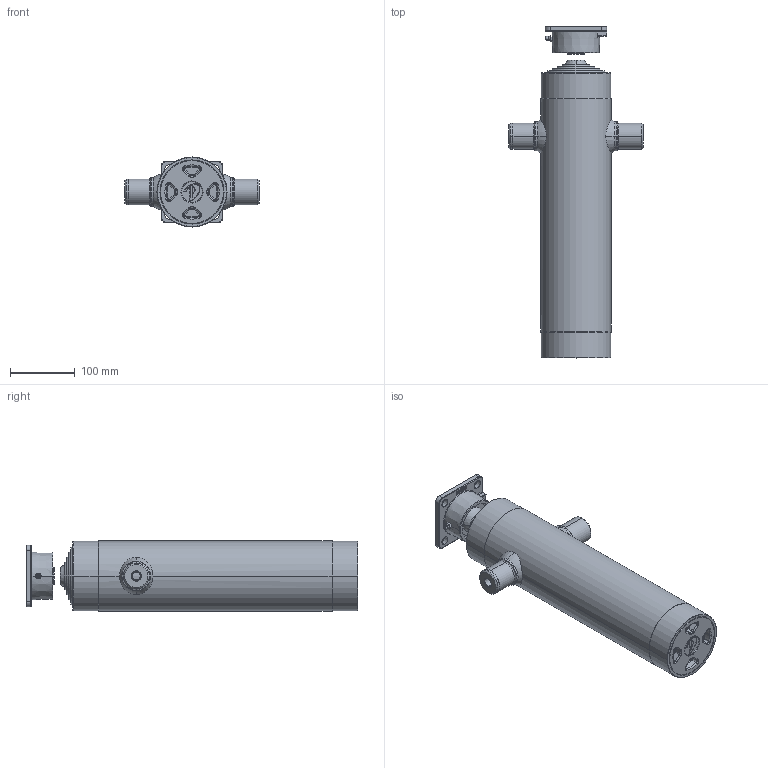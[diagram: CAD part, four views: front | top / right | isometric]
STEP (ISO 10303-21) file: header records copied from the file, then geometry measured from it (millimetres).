
FILE_DESCRIPTION (( 'STEP AP203' ), '1' );
FILE_NAME ('3497BGZ.STEP', '2017-08-29T11:46:32', ( '' ), ( '' ), 'SwSTEP 2.0', 'SolidWorks 2017', '' );
FILE_SCHEMA (( 'CONFIG_CONTROL_DESIGN' ));
Length unit declared in the file: millimetre
Products named in the file (1): 3497BGZ
Bounding box: 207 x 512 x 108 mm (x, y, z)
Surface area: 554745.6 mm2 (no closed solid volume)
Topology: 0 solids, 39 shells, 364 faces, 1142 edges, 786 vertices
Faces by surface type: cylinder 108, cone 88, torus 77, plane 58, bspline 23, sphere 10
Entity records: 15589 total; most frequent: CARTESIAN_POINT 5511, DIRECTION 2293, ORIENTED_EDGE 1770, EDGE_CURVE 1134, AXIS2_PLACEMENT_3D 941, VERTEX_POINT 783, CIRCLE 599, VECTOR 411
